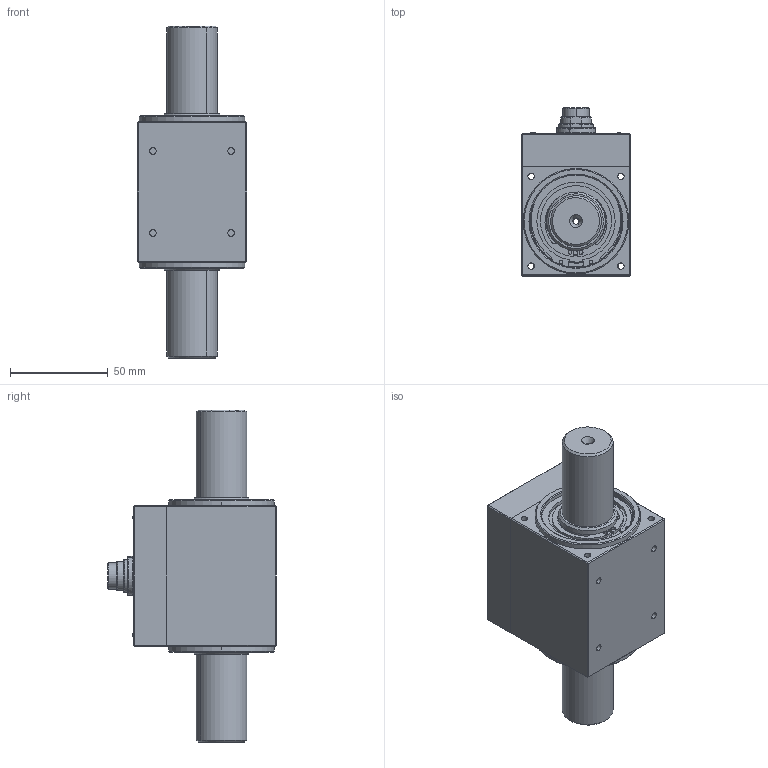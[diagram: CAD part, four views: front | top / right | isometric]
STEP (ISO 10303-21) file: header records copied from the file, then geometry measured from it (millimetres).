
FILE_DESCRIPTION (( 'STEP AP214' ), '1' );
FILE_NAME ('DRVL-III.STEP', '2017-06-12T08:45:34', ( 'nsi' ), ( '' ), 'SwSTEP 2.0', 'SolidWorks 2017', '' );
FILE_SCHEMA (( 'AUTOMOTIVE_DESIGN' ));
Length unit declared in the file: millimetre
Products named in the file (2): DRVL-III
Bounding box: 56 x 86.1 x 170 mm (x, y, z)
Surface area: 43248.2 mm2 (no closed solid volume)
Topology: 0 solids, 22 shells, 329 faces, 899 edges, 599 vertices
Faces by surface type: cylinder 122, plane 101, cone 54, torus 45, sphere 6, bspline 1
Entity records: 14410 total; most frequent: CARTESIAN_POINT 2383, DIRECTION 2032, ORIENTED_EDGE 1530, EDGE_CURVE 899, AXIS2_PLACEMENT_3D 843, VERTEX_POINT 599, CIRCLE 513, EDGE_LOOP 387
